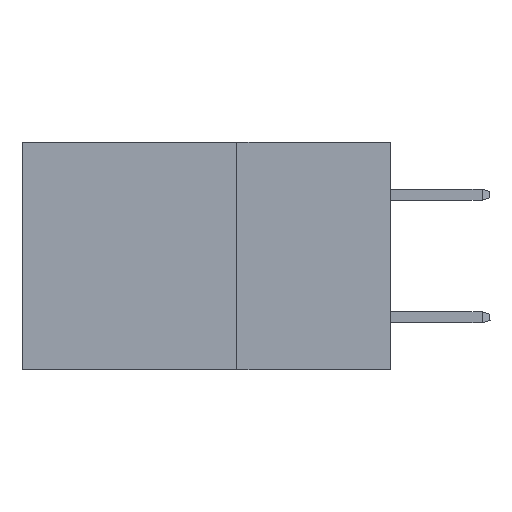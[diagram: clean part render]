
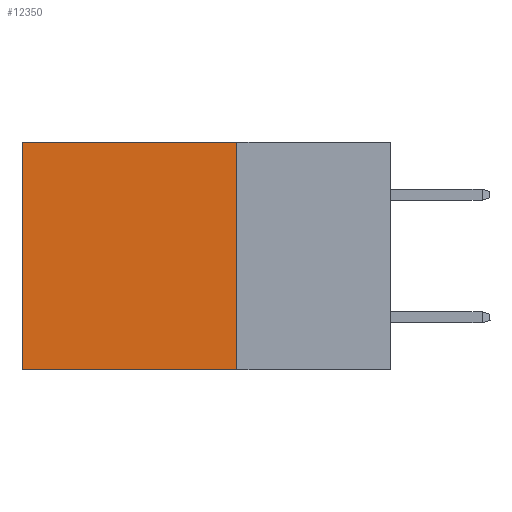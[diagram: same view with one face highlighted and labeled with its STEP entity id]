
A CAD part, left-side view. The second image highlights one B-rep face of the part: STEP entity #12350.
In plain terms, the highlighted planar face has unit normal (-1, 0, 0).
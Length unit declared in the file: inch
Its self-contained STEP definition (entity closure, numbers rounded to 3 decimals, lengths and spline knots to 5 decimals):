
#10 = EDGE_CURVE ( 'NONE', #1588, #19503, #16397, .T. ) ;
#1588 = VERTEX_POINT ( 'NONE', #19034 ) ;
#1723 = ORIENTED_EDGE ( 'NONE', *, *, #20351, .F. ) ;
#1936 = CARTESIAN_POINT ( 'NONE',  ( 0.2875, 0.6, -0.37 ) ) ;
#1995 = LINE ( 'NONE', #3787, #20167 ) ;
#2380 = ORIENTED_EDGE ( 'NONE', *, *, #23333, .T. ) ;
#2880 = DIRECTION ( 'NONE',  ( 1., 0., 0. ) ) ;
#2959 = VERTEX_POINT ( 'NONE', #19168 ) ;
#3380 = ORIENTED_EDGE ( 'NONE', *, *, #7096, .T. ) ;
#3787 = CARTESIAN_POINT ( 'NONE',  ( 0.2875, 0.25, 0. ) ) ;
#4391 = CARTESIAN_POINT ( 'NONE',  ( 0.2875, 0.6, 0. ) ) ;
#4994 = DIRECTION ( 'NONE',  ( 0., 1., 0. ) ) ;
#5830 = DIRECTION ( 'NONE',  ( 0., 0., -1. ) ) ;
#6569 = PLANE ( 'NONE',  #14607 ) ;
#6902 = CARTESIAN_POINT ( 'NONE',  ( 0.2875, 0.25, 0. ) ) ;
#7046 = CARTESIAN_POINT ( 'NONE',  ( 0.2875, 0.6, 0. ) ) ;
#7096 = EDGE_CURVE ( 'NONE', #2959, #23580, #20308, .T. ) ;
#8098 = VECTOR ( 'NONE', #19706, 39.37008 ) ;
#8641 = ORIENTED_EDGE ( 'NONE', *, *, #10, .F. ) ;
#9865 = VECTOR ( 'NONE', #4994, 39.37008 ) ;
#10851 = FACE_OUTER_BOUND ( 'NONE', #19772, .T. ) ;
#12247 = LINE ( 'NONE', #4391, #8098 ) ;
#12350 = ADVANCED_FACE ( 'NONE', ( #10851 ), #6569, .F. ) ;
#12509 = CARTESIAN_POINT ( 'NONE',  ( 0.2875, 0.25, 0. ) ) ;
#14607 = AXIS2_PLACEMENT_3D ( 'NONE', #12509, #2880, #16687 ) ;
#16397 = LINE ( 'NONE', #18418, #9865 ) ;
#16687 = DIRECTION ( 'NONE',  ( 0., 0., -1. ) ) ;
#18418 = CARTESIAN_POINT ( 'NONE',  ( 0.2875, 0.25, -0.37 ) ) ;
#19034 = CARTESIAN_POINT ( 'NONE',  ( 0.2875, 0.25, -0.37 ) ) ;
#19168 = CARTESIAN_POINT ( 'NONE',  ( 0.2875, 0.25, 0. ) ) ;
#19320 = VECTOR ( 'NONE', #20178, 39.37008 ) ;
#19503 = VERTEX_POINT ( 'NONE', #1936 ) ;
#19706 = DIRECTION ( 'NONE',  ( 0., 0., -1. ) ) ;
#19772 = EDGE_LOOP ( 'NONE', ( #2380, #8641, #1723, #3380 ) ) ;
#20167 = VECTOR ( 'NONE', #5830, 39.37008 ) ;
#20178 = DIRECTION ( 'NONE',  ( 0., 1., 0. ) ) ;
#20308 = LINE ( 'NONE', #6902, #19320 ) ;
#20351 = EDGE_CURVE ( 'NONE', #2959, #1588, #1995, .T. ) ;
#23333 = EDGE_CURVE ( 'NONE', #23580, #19503, #12247, .T. ) ;
#23580 = VERTEX_POINT ( 'NONE', #7046 ) ;
